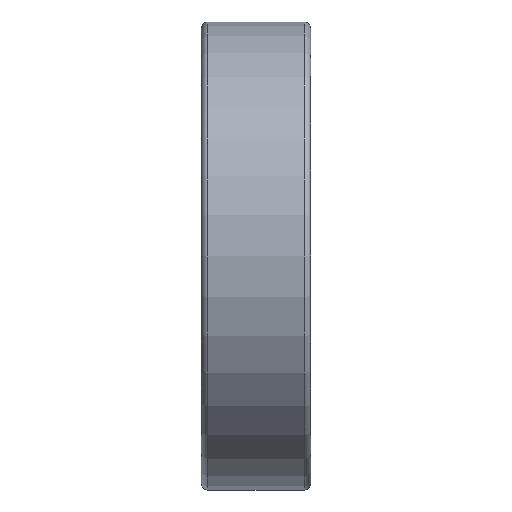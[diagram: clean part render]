
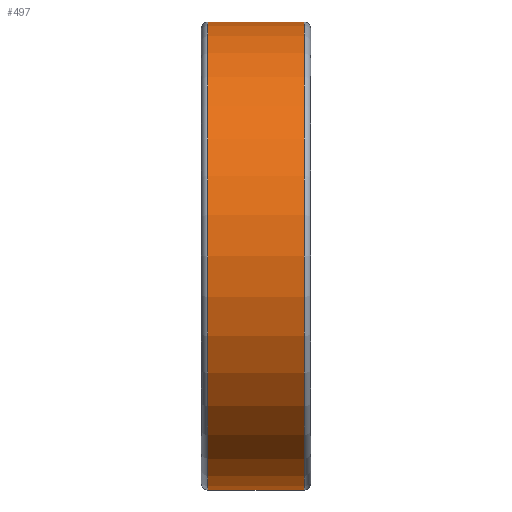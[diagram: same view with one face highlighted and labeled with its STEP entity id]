
A CAD part, front view. The second image highlights one B-rep face of the part: STEP entity #497.
In plain terms, the highlighted cylindrical face has radius 75 mm (diameter 150 mm), a full revolution.
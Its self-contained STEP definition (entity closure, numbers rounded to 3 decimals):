
#67=LINE('',#966,#76);
#76=VECTOR('',#799,75.);
#84=CYLINDRICAL_SURFACE('',#642,75.);
#105=FACE_OUTER_BOUND('',#140,.T.);
#140=EDGE_LOOP('',(#385,#386,#387,#388,#389,#390));
#184=CIRCLE('',#639,75.);
#185=CIRCLE('',#640,75.);
#187=CIRCLE('',#643,75.);
#188=CIRCLE('',#644,75.);
#231=VERTEX_POINT('',#957);
#232=VERTEX_POINT('',#958);
#233=VERTEX_POINT('',#963);
#234=VERTEX_POINT('',#964);
#284=EDGE_CURVE('',#231,#232,#184,.T.);
#285=EDGE_CURVE('',#232,#231,#185,.T.);
#287=EDGE_CURVE('',#233,#234,#187,.T.);
#288=EDGE_CURVE('',#233,#231,#67,.T.);
#289=EDGE_CURVE('',#234,#233,#188,.T.);
#385=ORIENTED_EDGE('',*,*,#287,.F.);
#386=ORIENTED_EDGE('',*,*,#288,.T.);
#387=ORIENTED_EDGE('',*,*,#284,.T.);
#388=ORIENTED_EDGE('',*,*,#285,.T.);
#389=ORIENTED_EDGE('',*,*,#288,.F.);
#390=ORIENTED_EDGE('',*,*,#289,.F.);
#497=ADVANCED_FACE('',(#105),#84,.T.);
#639=AXIS2_PLACEMENT_3D('',#959,#789,#790);
#640=AXIS2_PLACEMENT_3D('',#960,#791,#792);
#642=AXIS2_PLACEMENT_3D('',#962,#795,#796);
#643=AXIS2_PLACEMENT_3D('',#965,#797,#798);
#644=AXIS2_PLACEMENT_3D('',#967,#800,#801);
#789=DIRECTION('center_axis',(1.,0.,0.));
#790=DIRECTION('ref_axis',(0.,0.,-1.));
#791=DIRECTION('center_axis',(1.,0.,0.));
#792=DIRECTION('ref_axis',(0.,0.,-1.));
#795=DIRECTION('center_axis',(1.,0.,0.));
#796=DIRECTION('ref_axis',(0.,1.,0.));
#797=DIRECTION('center_axis',(1.,0.,0.));
#798=DIRECTION('ref_axis',(0.,0.,-1.));
#799=DIRECTION('',(-1.,0.,0.));
#800=DIRECTION('center_axis',(1.,0.,0.));
#801=DIRECTION('ref_axis',(0.,0.,-1.));
#957=CARTESIAN_POINT('',(-15.4,-75.,0.));
#958=CARTESIAN_POINT('',(-15.4,0.,75.));
#959=CARTESIAN_POINT('Origin',(-15.4,0.,0.));
#960=CARTESIAN_POINT('Origin',(-15.4,0.,0.));
#962=CARTESIAN_POINT('Origin',(0.,0.,0.));
#963=CARTESIAN_POINT('',(15.4,-75.,0.));
#964=CARTESIAN_POINT('',(15.4,0.,75.));
#965=CARTESIAN_POINT('Origin',(15.4,0.,0.));
#966=CARTESIAN_POINT('',(0.,-75.,0.));
#967=CARTESIAN_POINT('Origin',(15.4,0.,0.));
